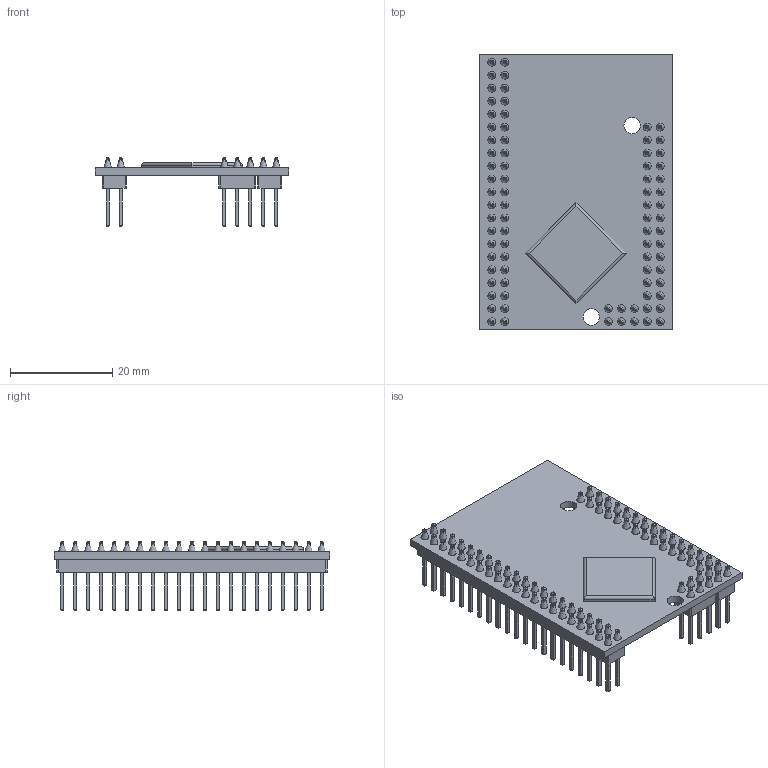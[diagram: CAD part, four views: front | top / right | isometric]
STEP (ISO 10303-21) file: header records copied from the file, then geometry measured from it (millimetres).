
FILE_DESCRIPTION(/* description */ (''),/* implementation_level */ '2;1');
FILE_NAME(/* name */ 'Arduino Mega Pro v5.step',/* time_stamp */ '2021-07-29T18:12:52-07:00',/* author */ (''),/* organization */ (''),/* preprocessor_version */ 'ST-DEVELOPER v18.1',/* originating_system */ 'Autodesk Translation Framework v10.9.0.1377',/* authorisation */ '');
FILE_SCHEMA (('AUTOMOTIVE_DESIGN { 1 0 10303 214 3 1 1 }'));
Length unit declared in the file: millimetre
Products named in the file (2): Arduino Mega Pro; Male pin header
Assembly tree (81 placements, depth 2):
  Arduino Mega Pro
    Male pin header  x81
Bounding box: 38 x 54 x 13.5 mm (x, y, z)
Volume: 4819.7 mm3; surface area: 9477.8 mm2
Topology: 86 solids, 86 shells, 1748 faces, 3833 edges, 2338 vertices
Faces by surface type: plane 921, cylinder 746, cone 81
Full cylindrical faces by diameter (mm): 0.95 x80, 3.2 x2
Entity records: 5709 total; most frequent: DIRECTION 1051, CARTESIAN_POINT 892, ORIENTED_EDGE 786, AXIS2_PLACEMENT_3D 432, EDGE_CURVE 393, EDGE_LOOP 313, VERTEX_POINT 258, CIRCLE 189
